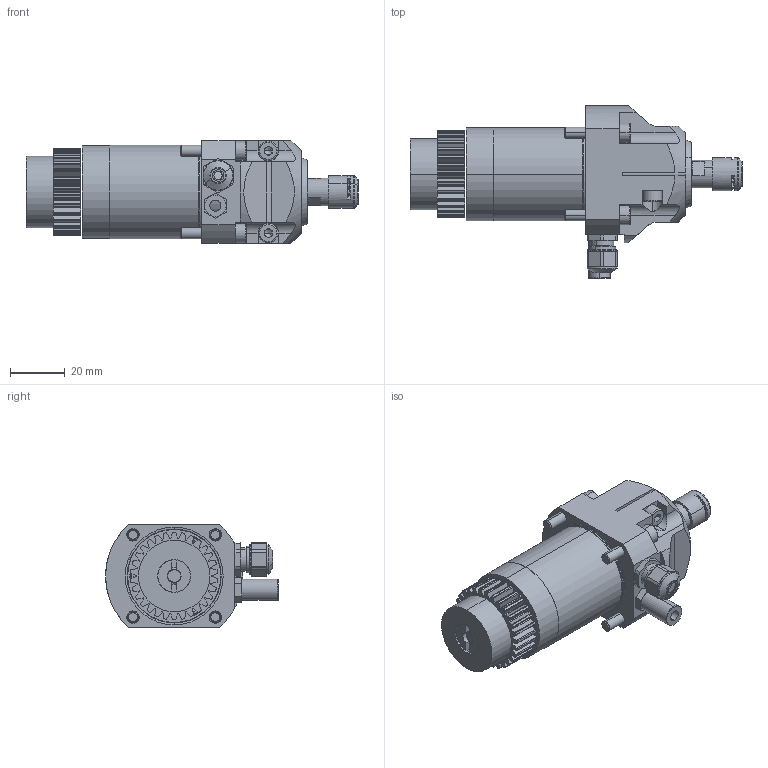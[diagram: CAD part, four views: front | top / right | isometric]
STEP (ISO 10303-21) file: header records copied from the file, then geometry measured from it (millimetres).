
FILE_DESCRIPTION (( 'STEP AP203' ), '1' );
FILE_NAME ('025S100S-92-.STEP', '2012-04-25T13:33:21', ( 'FM10CAD1' ), ( 'IBAG Switzerland AG' ), 'SwSTEP 2.0', 'SolidWorks 2010', '' );
FILE_SCHEMA (( 'CONFIG_CONTROL_DESIGN' ));
Length unit declared in the file: millimetre
Products named in the file (1): 025S100S-92-
Bounding box: 120.98 x 63 x 37.52 mm (x, y, z)
Surface area: 29318.2 mm2 (no closed solid volume)
Topology: 0 solids, 30 shells, 565 faces, 1735 edges, 1165 vertices
Faces by surface type: cylinder 257, plane 233, cone 43, torus 32
Entity records: 19595 total; most frequent: CARTESIAN_POINT 3852, DIRECTION 3564, ORIENTED_EDGE 2840, EDGE_CURVE 1723, AXIS2_PLACEMENT_3D 1328, VERTEX_POINT 1165, LINE 908, VECTOR 908
